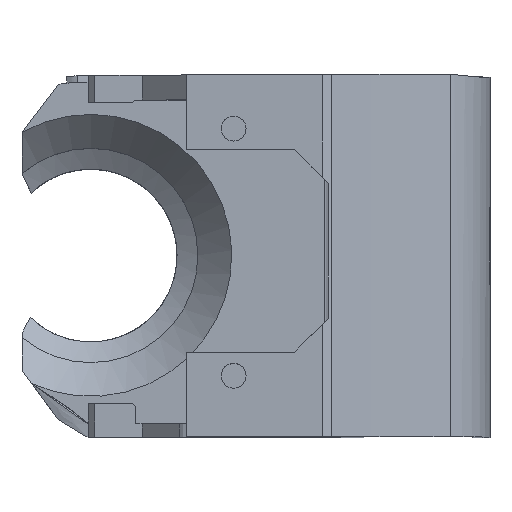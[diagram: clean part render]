
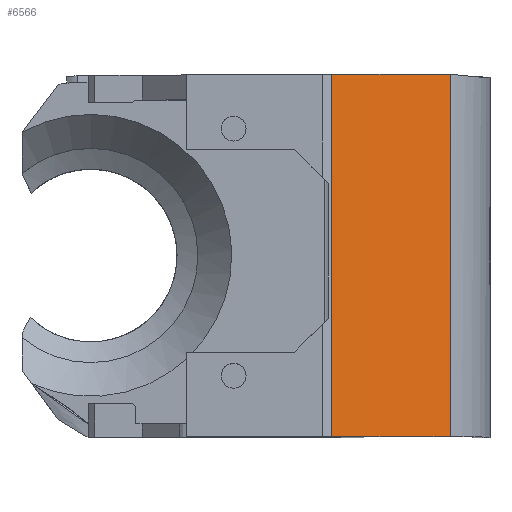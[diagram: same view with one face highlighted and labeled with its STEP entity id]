
A CAD part, top view. The second image highlights one B-rep face of the part: STEP entity #6566.
In plain terms, the highlighted cylindrical face has radius 640 mm (diameter 1280 mm), a partial arc.
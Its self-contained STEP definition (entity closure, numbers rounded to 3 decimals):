
#955=FACE_OUTER_BOUND('',#1350,.T.);
#1350=EDGE_LOOP('',(#5697,#5698,#5699,#5700));
#1825=LINE('',#13821,#2303);
#1826=LINE('',#13823,#2304);
#2303=VECTOR('',#8143,10.);
#2304=VECTOR('',#8146,1000.);
#2447=CIRCLE('',#6726,640.);
#2457=CIRCLE('',#6738,640.);
#2711=VERTEX_POINT('',#9174);
#2712=VERTEX_POINT('',#9176);
#2793=VERTEX_POINT('',#9805);
#2794=VERTEX_POINT('',#9807);
#3366=EDGE_CURVE('',#2711,#2712,#2447,.F.);
#3450=EDGE_CURVE('',#2793,#2794,#2457,.F.);
#4057=EDGE_CURVE('',#2712,#2793,#1825,.T.);
#4058=EDGE_CURVE('',#2711,#2794,#1826,.T.);
#5697=ORIENTED_EDGE('',*,*,#3450,.F.);
#5698=ORIENTED_EDGE('',*,*,#4057,.F.);
#5699=ORIENTED_EDGE('',*,*,#3366,.F.);
#5700=ORIENTED_EDGE('',*,*,#4058,.T.);
#6314=CYLINDRICAL_SURFACE('',#7039,640.);
#6566=ADVANCED_FACE('',(#955),#6314,.F.);
#6726=AXIS2_PLACEMENT_3D('',#9177,#7201,#7202);
#6738=AXIS2_PLACEMENT_3D('',#9808,#7253,#7254);
#7039=AXIS2_PLACEMENT_3D('',#13822,#8144,#8145);
#7201=DIRECTION('center_axis',(0.,1.,0.));
#7202=DIRECTION('ref_axis',(-0.624,0.,-0.781));
#7253=DIRECTION('center_axis',(0.,-1.,0.));
#7254=DIRECTION('ref_axis',(-0.624,0.,-0.781));
#8143=DIRECTION('',(0.,-1.,0.));
#8144=DIRECTION('center_axis',(0.,-1.,0.));
#8145=DIRECTION('ref_axis',(-0.624,0.,-0.781));
#8146=DIRECTION('',(0.,-1.,0.));
#9174=CARTESIAN_POINT('',(45.717,181.5,23.283));
#9176=CARTESIAN_POINT('',(63.252,181.5,9.768));
#9177=CARTESIAN_POINT('Origin',(445.12,181.5,523.36));
#9805=CARTESIAN_POINT('',(63.252,128.,9.768));
#9807=CARTESIAN_POINT('',(45.717,128.,23.283));
#9808=CARTESIAN_POINT('Origin',(445.12,128.,523.36));
#13821=CARTESIAN_POINT('',(63.252,130.,9.768));
#13822=CARTESIAN_POINT('Origin',(445.12,130.,523.36));
#13823=CARTESIAN_POINT('',(45.717,130.,23.283));
